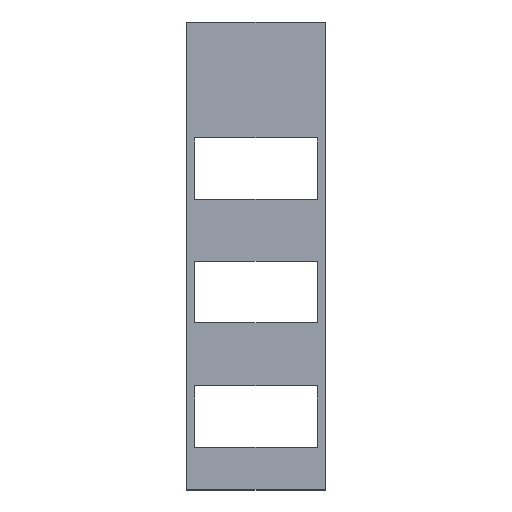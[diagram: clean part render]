
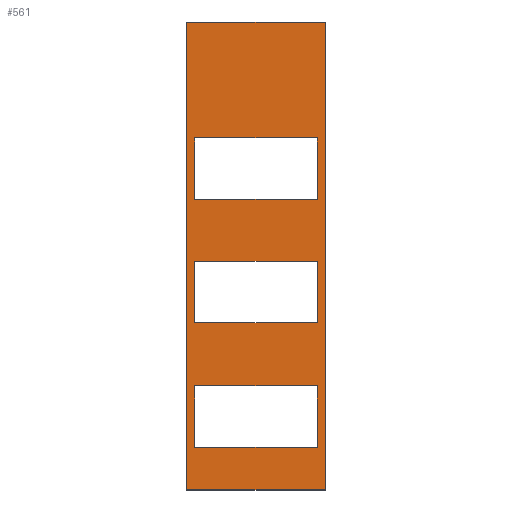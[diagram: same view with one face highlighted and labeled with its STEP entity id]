
A CAD part, top view. The second image highlights one B-rep face of the part: STEP entity #561.
In plain terms, the highlighted planar face has unit normal (0, 0, 1).
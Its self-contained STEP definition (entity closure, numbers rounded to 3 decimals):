
#42 = VERTEX_POINT('',#43);
#43 = CARTESIAN_POINT('',(33.825,-115.4,0.6));
#49 = EDGE_CURVE('',#42,#50,#52,.T.);
#50 = VERTEX_POINT('',#51);
#51 = CARTESIAN_POINT('',(0.,-115.4,0.6));
#52 = LINE('',#53,#54);
#53 = CARTESIAN_POINT('',(33.825,-115.4,0.6));
#54 = VECTOR('',#55,1.);
#55 = DIRECTION('',(-1.,0.,0.));
#80 = EDGE_CURVE('',#50,#81,#83,.T.);
#81 = VERTEX_POINT('',#82);
#82 = CARTESIAN_POINT('',(0.,-1.2,0.6));
#83 = LINE('',#84,#85);
#84 = CARTESIAN_POINT('',(0.,-115.4,0.6));
#85 = VECTOR('',#86,1.);
#86 = DIRECTION('',(0.,1.,0.));
#111 = EDGE_CURVE('',#81,#112,#114,.T.);
#112 = VERTEX_POINT('',#113);
#113 = CARTESIAN_POINT('',(33.825,-1.2,0.6));
#114 = LINE('',#115,#116);
#115 = CARTESIAN_POINT('',(0.,-1.2,0.6));
#116 = VECTOR('',#117,1.);
#117 = DIRECTION('',(1.,0.,0.));
#142 = EDGE_CURVE('',#112,#42,#143,.T.);
#143 = LINE('',#144,#145);
#144 = CARTESIAN_POINT('',(33.825,-1.2,0.6));
#145 = VECTOR('',#146,1.);
#146 = DIRECTION('',(0.,-1.,0.));
#166 = VERTEX_POINT('',#167);
#167 = CARTESIAN_POINT('',(2.,-105.,0.6));
#173 = EDGE_CURVE('',#166,#174,#176,.T.);
#174 = VERTEX_POINT('',#175);
#175 = CARTESIAN_POINT('',(31.825,-105.,0.6));
#176 = LINE('',#177,#178);
#177 = CARTESIAN_POINT('',(2.,-105.,0.6));
#178 = VECTOR('',#179,1.);
#179 = DIRECTION('',(1.,0.,0.));
#204 = EDGE_CURVE('',#174,#205,#207,.T.);
#205 = VERTEX_POINT('',#206);
#206 = CARTESIAN_POINT('',(31.825,-90.,0.6));
#207 = LINE('',#208,#209);
#208 = CARTESIAN_POINT('',(31.825,-105.,0.6));
#209 = VECTOR('',#210,1.);
#210 = DIRECTION('',(0.,1.,0.));
#235 = EDGE_CURVE('',#205,#236,#238,.T.);
#236 = VERTEX_POINT('',#237);
#237 = CARTESIAN_POINT('',(2.,-90.,0.6));
#238 = LINE('',#239,#240);
#239 = CARTESIAN_POINT('',(31.825,-90.,0.6));
#240 = VECTOR('',#241,1.);
#241 = DIRECTION('',(-1.,0.,0.));
#266 = EDGE_CURVE('',#236,#166,#267,.T.);
#267 = LINE('',#268,#269);
#268 = CARTESIAN_POINT('',(2.,-90.,0.6));
#269 = VECTOR('',#270,1.);
#270 = DIRECTION('',(0.,-1.,0.));
#290 = VERTEX_POINT('',#291);
#291 = CARTESIAN_POINT('',(2.,-74.6,0.6));
#297 = EDGE_CURVE('',#290,#298,#300,.T.);
#298 = VERTEX_POINT('',#299);
#299 = CARTESIAN_POINT('',(31.825,-74.6,0.6));
#300 = LINE('',#301,#302);
#301 = CARTESIAN_POINT('',(2.,-74.6,0.6));
#302 = VECTOR('',#303,1.);
#303 = DIRECTION('',(1.,0.,0.));
#328 = EDGE_CURVE('',#298,#329,#331,.T.);
#329 = VERTEX_POINT('',#330);
#330 = CARTESIAN_POINT('',(31.825,-59.6,0.6));
#331 = LINE('',#332,#333);
#332 = CARTESIAN_POINT('',(31.825,-74.6,0.6));
#333 = VECTOR('',#334,1.);
#334 = DIRECTION('',(0.,1.,0.));
#359 = EDGE_CURVE('',#329,#360,#362,.T.);
#360 = VERTEX_POINT('',#361);
#361 = CARTESIAN_POINT('',(2.,-59.6,0.6));
#362 = LINE('',#363,#364);
#363 = CARTESIAN_POINT('',(31.825,-59.6,0.6));
#364 = VECTOR('',#365,1.);
#365 = DIRECTION('',(-1.,0.,0.));
#390 = EDGE_CURVE('',#360,#290,#391,.T.);
#391 = LINE('',#392,#393);
#392 = CARTESIAN_POINT('',(2.,-59.6,0.6));
#393 = VECTOR('',#394,1.);
#394 = DIRECTION('',(0.,-1.,0.));
#414 = VERTEX_POINT('',#415);
#415 = CARTESIAN_POINT('',(2.,-44.5,0.6));
#421 = EDGE_CURVE('',#414,#422,#424,.T.);
#422 = VERTEX_POINT('',#423);
#423 = CARTESIAN_POINT('',(31.825,-44.5,0.6));
#424 = LINE('',#425,#426);
#425 = CARTESIAN_POINT('',(2.,-44.5,0.6));
#426 = VECTOR('',#427,1.);
#427 = DIRECTION('',(1.,0.,0.));
#452 = EDGE_CURVE('',#422,#453,#455,.T.);
#453 = VERTEX_POINT('',#454);
#454 = CARTESIAN_POINT('',(31.825,-29.5,0.6));
#455 = LINE('',#456,#457);
#456 = CARTESIAN_POINT('',(31.825,-44.5,0.6));
#457 = VECTOR('',#458,1.);
#458 = DIRECTION('',(0.,1.,0.));
#483 = EDGE_CURVE('',#453,#484,#486,.T.);
#484 = VERTEX_POINT('',#485);
#485 = CARTESIAN_POINT('',(2.,-29.5,0.6));
#486 = LINE('',#487,#488);
#487 = CARTESIAN_POINT('',(31.825,-29.5,0.6));
#488 = VECTOR('',#489,1.);
#489 = DIRECTION('',(-1.,0.,0.));
#514 = EDGE_CURVE('',#484,#414,#515,.T.);
#515 = LINE('',#516,#517);
#516 = CARTESIAN_POINT('',(2.,-29.5,0.6));
#517 = VECTOR('',#518,1.);
#518 = DIRECTION('',(0.,-1.,0.));
#561 = ADVANCED_FACE('',(#562,#568,#574,#580),#586,.T.);
#562 = FACE_BOUND('',#563,.F.);
#563 = EDGE_LOOP('',(#564,#565,#566,#567));
#564 = ORIENTED_EDGE('',*,*,#49,.T.);
#565 = ORIENTED_EDGE('',*,*,#80,.T.);
#566 = ORIENTED_EDGE('',*,*,#111,.T.);
#567 = ORIENTED_EDGE('',*,*,#142,.T.);
#568 = FACE_BOUND('',#569,.F.);
#569 = EDGE_LOOP('',(#570,#571,#572,#573));
#570 = ORIENTED_EDGE('',*,*,#173,.T.);
#571 = ORIENTED_EDGE('',*,*,#204,.T.);
#572 = ORIENTED_EDGE('',*,*,#235,.T.);
#573 = ORIENTED_EDGE('',*,*,#266,.T.);
#574 = FACE_BOUND('',#575,.F.);
#575 = EDGE_LOOP('',(#576,#577,#578,#579));
#576 = ORIENTED_EDGE('',*,*,#297,.T.);
#577 = ORIENTED_EDGE('',*,*,#328,.T.);
#578 = ORIENTED_EDGE('',*,*,#359,.T.);
#579 = ORIENTED_EDGE('',*,*,#390,.T.);
#580 = FACE_BOUND('',#581,.F.);
#581 = EDGE_LOOP('',(#582,#583,#584,#585));
#582 = ORIENTED_EDGE('',*,*,#421,.T.);
#583 = ORIENTED_EDGE('',*,*,#452,.T.);
#584 = ORIENTED_EDGE('',*,*,#483,.T.);
#585 = ORIENTED_EDGE('',*,*,#514,.T.);
#586 = PLANE('',#587);
#587 = AXIS2_PLACEMENT_3D('',#588,#589,#590);
#588 = CARTESIAN_POINT('',(0.,0.,0.6));
#589 = DIRECTION('',(0.,0.,1.));
#590 = DIRECTION('',(1.,0.,-0.));
